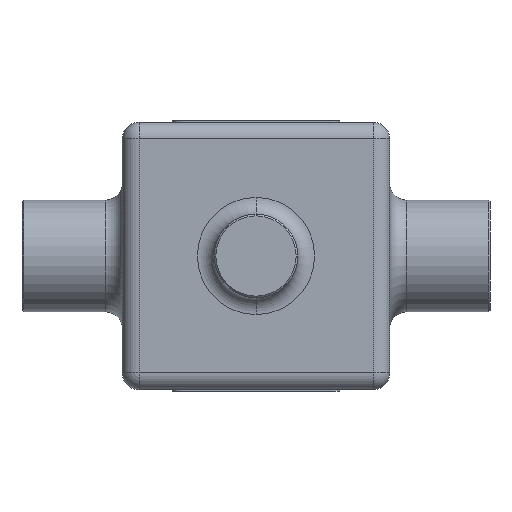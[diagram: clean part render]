
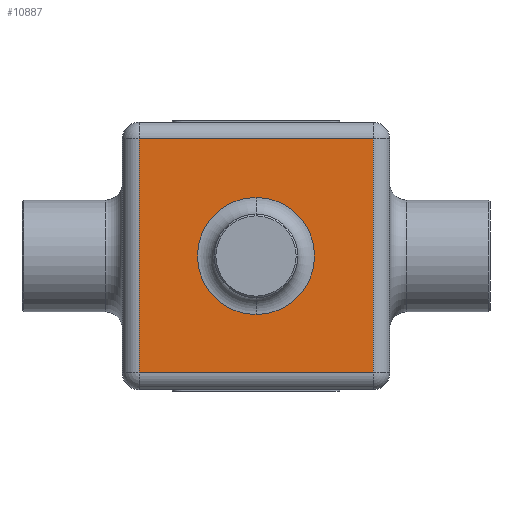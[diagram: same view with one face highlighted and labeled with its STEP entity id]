
A CAD part, front view. The second image highlights one B-rep face of the part: STEP entity #10887.
In plain terms, the highlighted planar face has unit normal (0, -1, 0).
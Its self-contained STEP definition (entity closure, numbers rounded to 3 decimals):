
#193 = DIRECTION ( 'NONE',  ( 0., 1., 0. ) ) ;
#1836 = DIRECTION ( 'NONE',  ( 0., 0., 1. ) ) ;
#2238 = CIRCLE ( 'NONE', #15343, 17.5 ) ;
#2403 = CARTESIAN_POINT ( 'NONE',  ( -35., -131., 40. ) ) ;
#3439 = DIRECTION ( 'NONE',  ( 0., 0., 1. ) ) ;
#3803 = LINE ( 'NONE', #9710, #6317 ) ;
#4038 = EDGE_LOOP ( 'NONE', ( #15107, #5832 ) ) ;
#4094 = DIRECTION ( 'NONE',  ( 0., 0., 1. ) ) ;
#4915 = EDGE_CURVE ( 'NONE', #18649, #6858, #7898, .T. ) ;
#4922 = CARTESIAN_POINT ( 'NONE',  ( 0., -131., 0. ) ) ;
#5233 = VERTEX_POINT ( 'NONE', #11614 ) ;
#5487 = ORIENTED_EDGE ( 'NONE', *, *, #16667, .T. ) ;
#5517 = CARTESIAN_POINT ( 'NONE',  ( 0., -131., -17.5 ) ) ;
#5786 = CARTESIAN_POINT ( 'NONE',  ( 35., -131., 35. ) ) ;
#5832 = ORIENTED_EDGE ( 'NONE', *, *, #19857, .T. ) ;
#6317 = VECTOR ( 'NONE', #11285, 1000. ) ;
#6509 = AXIS2_PLACEMENT_3D ( 'NONE', #11040, #14229, #19234 ) ;
#6858 = VERTEX_POINT ( 'NONE', #5786 ) ;
#6892 = VECTOR ( 'NONE', #4094, 1000. ) ;
#6916 = VERTEX_POINT ( 'NONE', #15756 ) ;
#7898 = LINE ( 'NONE', #8973, #6892 ) ;
#8293 = EDGE_CURVE ( 'NONE', #10549, #16833, #19170, .T. ) ;
#8495 = ORIENTED_EDGE ( 'NONE', *, *, #17319, .T. ) ;
#8501 = CARTESIAN_POINT ( 'NONE',  ( 0., -131., 17.5 ) ) ;
#8973 = CARTESIAN_POINT ( 'NONE',  ( 35., -131., 40. ) ) ;
#9710 = CARTESIAN_POINT ( 'NONE',  ( 40., -131., -35. ) ) ;
#10111 = EDGE_CURVE ( 'NONE', #5233, #18649, #3803, .T. ) ;
#10383 = VECTOR ( 'NONE', #17017, 1000. ) ;
#10549 = VERTEX_POINT ( 'NONE', #8501 ) ;
#10887 = ADVANCED_FACE ( 'NONE', ( #14583, #20669 ), #11473, .F. ) ;
#11040 = CARTESIAN_POINT ( 'NONE',  ( 0., -131., 0. ) ) ;
#11285 = DIRECTION ( 'NONE',  ( 1., 0., 0. ) ) ;
#11329 = CARTESIAN_POINT ( 'NONE',  ( 40., -131., 40. ) ) ;
#11473 = PLANE ( 'NONE',  #12970 ) ;
#11614 = CARTESIAN_POINT ( 'NONE',  ( -35., -131., -35. ) ) ;
#12393 = ORIENTED_EDGE ( 'NONE', *, *, #10111, .T. ) ;
#12882 = ORIENTED_EDGE ( 'NONE', *, *, #4915, .T. ) ;
#12970 = AXIS2_PLACEMENT_3D ( 'NONE', #11329, #19390, #1836 ) ;
#13160 = CARTESIAN_POINT ( 'NONE',  ( -40., -131., 35. ) ) ;
#14229 = DIRECTION ( 'NONE',  ( 0., 1., 0. ) ) ;
#14583 = FACE_BOUND ( 'NONE', #4038, .T. ) ;
#14930 = DIRECTION ( 'NONE',  ( -1., 0., 0. ) ) ;
#15107 = ORIENTED_EDGE ( 'NONE', *, *, #8293, .T. ) ;
#15343 = AXIS2_PLACEMENT_3D ( 'NONE', #4922, #193, #3439 ) ;
#15599 = CARTESIAN_POINT ( 'NONE',  ( 35., -131., -35. ) ) ;
#15623 = LINE ( 'NONE', #2403, #10383 ) ;
#15756 = CARTESIAN_POINT ( 'NONE',  ( -35., -131., 35. ) ) ;
#16114 = VECTOR ( 'NONE', #14930, 1000. ) ;
#16667 = EDGE_CURVE ( 'NONE', #6858, #6916, #20386, .T. ) ;
#16833 = VERTEX_POINT ( 'NONE', #5517 ) ;
#17017 = DIRECTION ( 'NONE',  ( 0., 0., -1. ) ) ;
#17319 = EDGE_CURVE ( 'NONE', #6916, #5233, #15623, .T. ) ;
#18649 = VERTEX_POINT ( 'NONE', #15599 ) ;
#19170 = CIRCLE ( 'NONE', #6509, 17.5 ) ;
#19234 = DIRECTION ( 'NONE',  ( 0., 0., 1. ) ) ;
#19390 = DIRECTION ( 'NONE',  ( 0., 1., 0. ) ) ;
#19857 = EDGE_CURVE ( 'NONE', #16833, #10549, #2238, .T. ) ;
#20386 = LINE ( 'NONE', #13160, #16114 ) ;
#20414 = EDGE_LOOP ( 'NONE', ( #12882, #5487, #8495, #12393 ) ) ;
#20669 = FACE_OUTER_BOUND ( 'NONE', #20414, .T. ) ;
